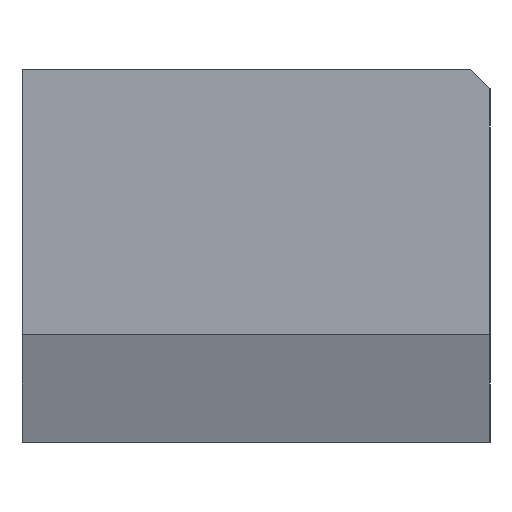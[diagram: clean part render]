
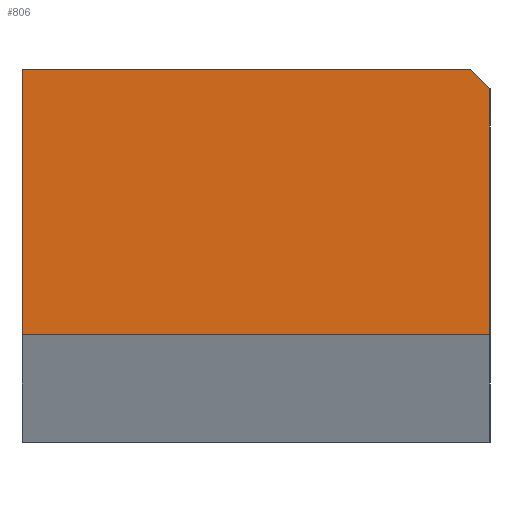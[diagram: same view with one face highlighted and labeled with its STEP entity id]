
A CAD part, left-side view. The second image highlights one B-rep face of the part: STEP entity #806.
In plain terms, the highlighted planar face has unit normal (-1, 0, 0).
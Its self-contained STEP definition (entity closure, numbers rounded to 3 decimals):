
#806=ADVANCED_FACE('NONE',(#1993),#1994,.F.);
#1993=FACE_OUTER_BOUND('',#3558,.T.);
#1994=PLANE('',#3559);
#3558=EDGE_LOOP('',(#6797,#6798,#6799,#6800,#6801));
#3559=AXIS2_PLACEMENT_3D('',#6802,#6803,#6804);
#6797=ORIENTED_EDGE('',*,*,#9905,.F.);
#6798=ORIENTED_EDGE('',*,*,#11325,.T.);
#6799=ORIENTED_EDGE('',*,*,#11326,.F.);
#6800=ORIENTED_EDGE('',*,*,#10932,.T.);
#6801=ORIENTED_EDGE('',*,*,#11327,.F.);
#6802=CARTESIAN_POINT('',(0.0,0.0,39.0));
#6803=DIRECTION('',(1.0,0.0,0.0));
#6804=DIRECTION('',(0.0,1.0,-0.0));
#9905=EDGE_CURVE('NONE',#11977,#11979,#11980,.T.);
#10932=EDGE_CURVE('NONE',#14032,#14030,#14033,.T.);
#11325=EDGE_CURVE('NONE',#11977,#14429,#14430,.T.);
#11326=EDGE_CURVE('NONE',#14032,#14429,#14431,.T.);
#11327=EDGE_CURVE('NONE',#11979,#14030,#14432,.T.);
#11977=VERTEX_POINT('NONE',#15083);
#11979=VERTEX_POINT('NONE',#15086);
#11980=LINE('',#15087,#15088);
#14030=VERTEX_POINT('NONE',#18162);
#14032=VERTEX_POINT('NONE',#18165);
#14033=LINE('',#18166,#18167);
#14429=VERTEX_POINT('NONE',#18825);
#14430=LINE('',#18826,#18827);
#14431=LINE('',#18828,#18829);
#14432=LINE('',#18830,#18831);
#15083=CARTESIAN_POINT('',(0.0,0.0,37.0));
#15086=CARTESIAN_POINT('',(0.0,0.0,11.25));
#15087=CARTESIAN_POINT('',(0.0,0.0,39.0));
#15088=VECTOR('',#19736,1000.0);
#18162=CARTESIAN_POINT('',(0.0,49.0,11.25));
#18165=CARTESIAN_POINT('',(0.0,49.0,39.0));
#18166=CARTESIAN_POINT('',(0.0,49.0,39.0));
#18167=VECTOR('',#20762,1000.0);
#18825=CARTESIAN_POINT('',(0.0,2.0,39.0));
#18826=CARTESIAN_POINT('',(0.0,2.0,39.0));
#18827=VECTOR('',#21025,1000.0);
#18828=CARTESIAN_POINT('',(0.0,0.0,39.0));
#18829=VECTOR('',#21026,1000.0);
#18830=CARTESIAN_POINT('',(0.0,0.0,11.25));
#18831=VECTOR('',#21027,1000.0);
#19736=DIRECTION('',(-0.0,-0.0,-1.0));
#20762=DIRECTION('',(-0.0,-0.0,-1.0));
#21025=DIRECTION('',(-0.0,0.707,0.707));
#21026=DIRECTION('',(-0.0,-1.0,-0.0));
#21027=DIRECTION('',(0.0,1.0,0.0));
